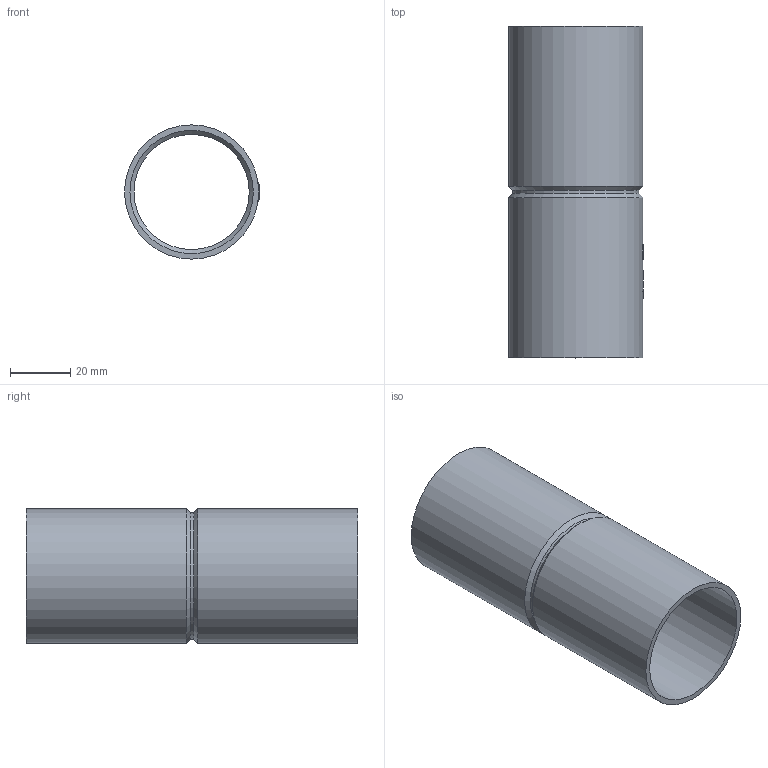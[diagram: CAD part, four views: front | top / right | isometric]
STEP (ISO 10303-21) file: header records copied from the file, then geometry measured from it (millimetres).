
FILE_DESCRIPTION(('STEP AP203'), '1');
FILE_NAME('Ïàòðóáîê-ìóôòà ä40 áåçãàëîãåííàÿ (HF) àòìîñôåðîñòîéêàÿ', '', ('UNSPECIFIED'), ('UNSPECIFIED'), 'ASCON STEP Converter 1.6', 'ASCON Math Kernel', '');
FILE_SCHEMA(('CONFIG_CONTROL_DESIGN'));
Length unit declared in the file: millimetre
Products named in the file (1): -04
Bounding box: 44.75 x 110 x 44.5 mm (x, y, z)
Volume: 26532.1 mm3; surface area: 30278.3 mm2
Topology: 1 solids, 1 shells, 162 faces, 444 edges, 294 vertices
Faces by surface type: cylinder 83, plane 70, extrusion 5, cone 4
Full cylindrical faces by diameter (mm): 38.2 x1, 40.9 x2, 41.8 x1, 44.5 x2
Entity records: 7722 total; most frequent: CARTESIAN_POINT 2448, ORIENTED_EDGE 868, DIRECTION 748, EDGE_CURVE 434, VERTEX_POINT 294, AXIS2_PLACEMENT_3D 261, VECTOR 226, LINE 221
